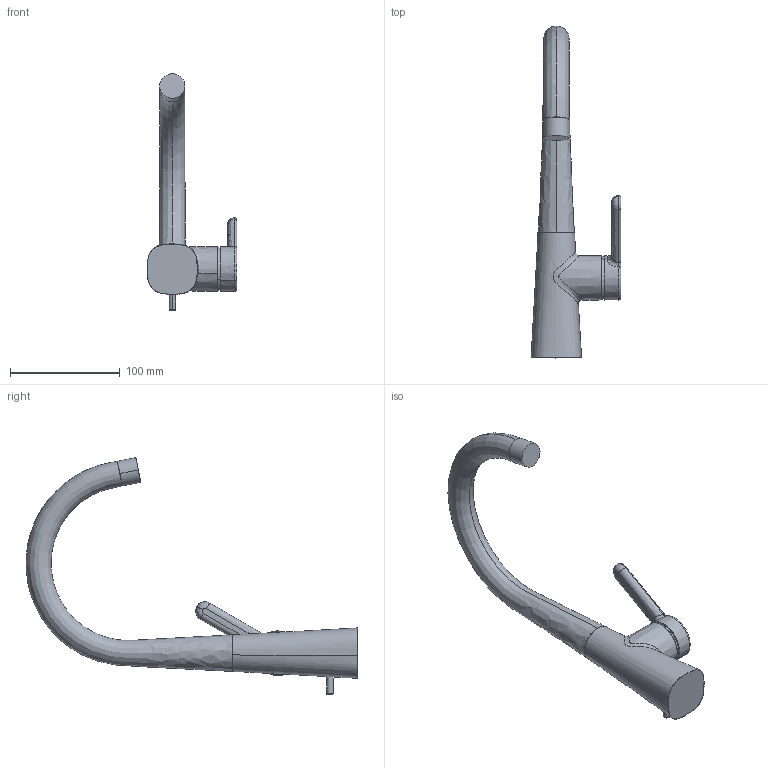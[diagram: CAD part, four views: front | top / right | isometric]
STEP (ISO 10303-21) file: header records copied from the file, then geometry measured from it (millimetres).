
FILE_DESCRIPTION (( 'STEP AP203' ), '1' );
FILE_NAME ('51032293(2020).STEP', '2020-01-24T06:33:23', ( '' ), ( '' ), 'SwSTEP 2.0', 'SolidWorks 2016', '' );
FILE_SCHEMA (( 'CONFIG_CONTROL_DESIGN' ));
Length unit declared in the file: millimetre
Products named in the file (1): 51032293(2020)
Bounding box: 81.83 x 302.04 x 215.48 mm (x, y, z)
Volume: 384506.2 mm3; surface area: 54993.3 mm2
Topology: 1 solids, 2 shells, 66 faces, 143 edges, 87 vertices
Faces by surface type: bspline 25, plane 16, cylinder 14, torus 7, sphere 2, cone 2
Entity records: 10819 total; most frequent: CARTESIAN_POINT 9485, ORIENTED_EDGE 286, DIRECTION 214, EDGE_CURVE 143, AXIS2_PLACEMENT_3D 94, VERTEX_POINT 87, EDGE_LOOP 72, ADVANCED_FACE 66
